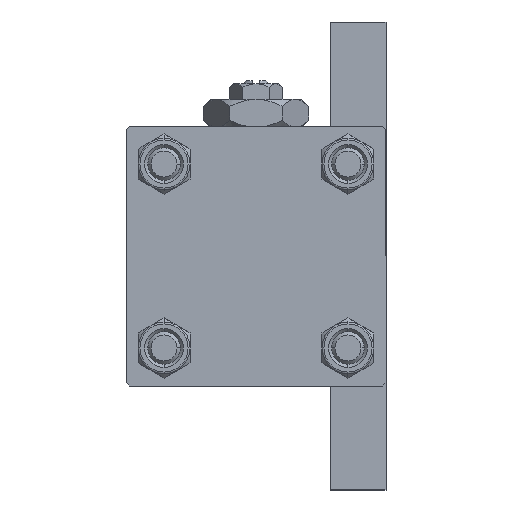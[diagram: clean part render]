
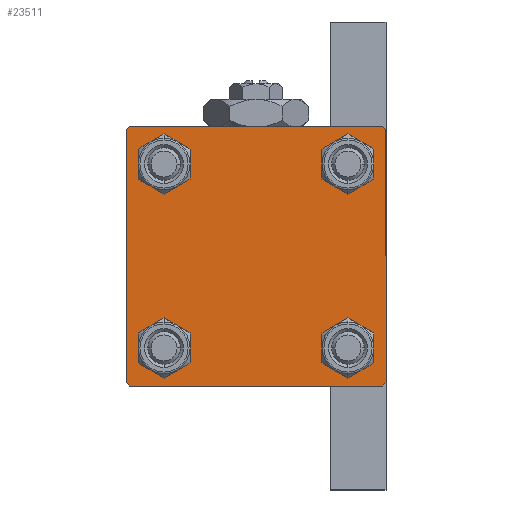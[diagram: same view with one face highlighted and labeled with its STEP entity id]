
A CAD part, left-side view. The second image highlights one B-rep face of the part: STEP entity #23511.
In plain terms, the highlighted planar face has unit normal (-1, 0, 0).
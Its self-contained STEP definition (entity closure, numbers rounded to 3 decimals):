
#444 = DIRECTION ( 'NONE',  ( 1., 0., 0. ) ) ;
#1310 = CARTESIAN_POINT ( 'NONE',  ( 0., -14.15, 11.15 ) ) ;
#1312 = EDGE_CURVE ( 'NONE', #23838, #10247, #3539, .T. ) ;
#1876 = ORIENTED_EDGE ( 'NONE', *, *, #45577, .F. ) ;
#2087 = VECTOR ( 'NONE', #14919, 1000. ) ;
#2446 = CIRCLE ( 'NONE', #47097, 3. ) ;
#2877 = DIRECTION ( 'NONE',  ( 0., -0.707, -0.707 ) ) ;
#3238 = AXIS2_PLACEMENT_3D ( 'NONE', #30052, #34525, #15527 ) ;
#3350 = CARTESIAN_POINT ( 'NONE',  ( 0., 20., -19.5 ) ) ;
#3539 = LINE ( 'NONE', #15043, #15874 ) ;
#3620 = CARTESIAN_POINT ( 'NONE',  ( 0., 19.75, -19.75 ) ) ;
#3980 = VERTEX_POINT ( 'NONE', #23841 ) ;
#4078 = CARTESIAN_POINT ( 'NONE',  ( 0., 14.15, -14.15 ) ) ;
#4949 = DIRECTION ( 'NONE',  ( 1., 0., 0. ) ) ;
#5929 = CARTESIAN_POINT ( 'NONE',  ( 0., -14.15, 17.15 ) ) ;
#5967 = LINE ( 'NONE', #43698, #33597 ) ;
#6259 = ORIENTED_EDGE ( 'NONE', *, *, #48492, .T. ) ;
#6803 = DIRECTION ( 'NONE',  ( 0., 0., -1. ) ) ;
#7741 = VERTEX_POINT ( 'NONE', #45853 ) ;
#8508 = VERTEX_POINT ( 'NONE', #38852 ) ;
#8857 = EDGE_CURVE ( 'NONE', #26560, #3980, #47264, .T. ) ;
#9747 = VERTEX_POINT ( 'NONE', #43167 ) ;
#10247 = VERTEX_POINT ( 'NONE', #3350 ) ;
#10666 = LINE ( 'NONE', #41160, #26870 ) ;
#10978 = CARTESIAN_POINT ( 'NONE',  ( 0., 19.5, -20. ) ) ;
#11413 = CARTESIAN_POINT ( 'NONE',  ( 0., -19.75, -19.75 ) ) ;
#11449 = CARTESIAN_POINT ( 'NONE',  ( 0., -14.15, -14.15 ) ) ;
#11725 = CARTESIAN_POINT ( 'NONE',  ( 0., 19.5, 20. ) ) ;
#11734 = CARTESIAN_POINT ( 'NONE',  ( 0., 14.15, -17.15 ) ) ;
#12238 = VECTOR ( 'NONE', #46772, 1000. ) ;
#12407 = EDGE_CURVE ( 'NONE', #36312, #32499, #24330, .T. ) ;
#12513 = AXIS2_PLACEMENT_3D ( 'NONE', #26158, #43968, #16968 ) ;
#12912 = CARTESIAN_POINT ( 'NONE',  ( 0., -14.15, -17.15 ) ) ;
#13166 = ORIENTED_EDGE ( 'NONE', *, *, #12407, .T. ) ;
#13484 = VERTEX_POINT ( 'NONE', #35189 ) ;
#13871 = ORIENTED_EDGE ( 'NONE', *, *, #34107, .T. ) ;
#14919 = DIRECTION ( 'NONE',  ( 0., -0.707, 0.707 ) ) ;
#14983 = EDGE_LOOP ( 'NONE', ( #43629, #19385, #6259, #13871, #1876, #43741, #41385, #15972 ) ) ;
#15043 = CARTESIAN_POINT ( 'NONE',  ( 0., 20., 20. ) ) ;
#15202 = DIRECTION ( 'NONE',  ( 0., 0., 1. ) ) ;
#15226 = AXIS2_PLACEMENT_3D ( 'NONE', #39314, #43310, #28332 ) ;
#15405 = LINE ( 'NONE', #11413, #2087 ) ;
#15527 = DIRECTION ( 'NONE',  ( 0., 0., 1. ) ) ;
#15793 = AXIS2_PLACEMENT_3D ( 'NONE', #29148, #40133, #35636 ) ;
#15874 = VECTOR ( 'NONE', #6803, 1000. ) ;
#15972 = ORIENTED_EDGE ( 'NONE', *, *, #24728, .T. ) ;
#16206 = LINE ( 'NONE', #31459, #37486 ) ;
#16968 = DIRECTION ( 'NONE',  ( 0., 0., 1. ) ) ;
#17108 = VERTEX_POINT ( 'NONE', #28703 ) ;
#17457 = DIRECTION ( 'NONE',  ( 0., -1., 0. ) ) ;
#18468 = VERTEX_POINT ( 'NONE', #35403 ) ;
#19048 = VECTOR ( 'NONE', #22615, 1000. ) ;
#19385 = ORIENTED_EDGE ( 'NONE', *, *, #24791, .T. ) ;
#19454 = CARTESIAN_POINT ( 'NONE',  ( 0., -14.15, 14.15 ) ) ;
#19660 = AXIS2_PLACEMENT_3D ( 'NONE', #43671, #4949, #43172 ) ;
#19794 = AXIS2_PLACEMENT_3D ( 'NONE', #25732, #41946, #22957 ) ;
#20386 = FACE_BOUND ( 'NONE', #35986, .T. ) ;
#20598 = ORIENTED_EDGE ( 'NONE', *, *, #37459, .T. ) ;
#22615 = DIRECTION ( 'NONE',  ( 0., 0.707, -0.707 ) ) ;
#22957 = DIRECTION ( 'NONE',  ( 0., 0., 1. ) ) ;
#23511 = ADVANCED_FACE ( 'NONE', ( #24898, #48106, #20386, #47614, #28397 ), #39630, .T. ) ;
#23838 = VERTEX_POINT ( 'NONE', #41856 ) ;
#23841 = CARTESIAN_POINT ( 'NONE',  ( 0., -19.5, 20. ) ) ;
#24330 = CIRCLE ( 'NONE', #40277, 3. ) ;
#24476 = CIRCLE ( 'NONE', #12513, 3. ) ;
#24728 = EDGE_CURVE ( 'NONE', #26560, #23838, #25646, .T. ) ;
#24791 = EDGE_CURVE ( 'NONE', #10247, #27377, #26141, .T. ) ;
#24898 = FACE_BOUND ( 'NONE', #47890, .T. ) ;
#25646 = LINE ( 'NONE', #40880, #19048 ) ;
#25732 = CARTESIAN_POINT ( 'NONE',  ( 0., -14.15, 14.15 ) ) ;
#26141 = LINE ( 'NONE', #3620, #40599 ) ;
#26158 = CARTESIAN_POINT ( 'NONE',  ( 0., 14.15, -14.15 ) ) ;
#26313 = EDGE_LOOP ( 'NONE', ( #30931, #48199 ) ) ;
#26560 = VERTEX_POINT ( 'NONE', #11725 ) ;
#26870 = VECTOR ( 'NONE', #49124, 1000. ) ;
#27377 = VERTEX_POINT ( 'NONE', #10978 ) ;
#28332 = DIRECTION ( 'NONE',  ( 0., 0., 1. ) ) ;
#28397 = FACE_OUTER_BOUND ( 'NONE', #14983, .T. ) ;
#28703 = CARTESIAN_POINT ( 'NONE',  ( 0., 14.15, -11.15 ) ) ;
#29148 = CARTESIAN_POINT ( 'NONE',  ( 0., 0., 0. ) ) ;
#29480 = VERTEX_POINT ( 'NONE', #12912 ) ;
#30052 = CARTESIAN_POINT ( 'NONE',  ( 0., 14.15, 14.15 ) ) ;
#30779 = CARTESIAN_POINT ( 'NONE',  ( 0., 14.15, 17.15 ) ) ;
#30931 = ORIENTED_EDGE ( 'NONE', *, *, #47470, .T. ) ;
#31155 = EDGE_CURVE ( 'NONE', #17108, #45527, #24476, .T. ) ;
#31459 = CARTESIAN_POINT ( 'NONE',  ( 0., -20., 20. ) ) ;
#31769 = CIRCLE ( 'NONE', #19794, 3. ) ;
#32283 = CARTESIAN_POINT ( 'NONE',  ( 0., 20., 20. ) ) ;
#32499 = VERTEX_POINT ( 'NONE', #5929 ) ;
#32629 = ORIENTED_EDGE ( 'NONE', *, *, #31155, .T. ) ;
#33597 = VECTOR ( 'NONE', #17457, 1000. ) ;
#33917 = EDGE_CURVE ( 'NONE', #9747, #44507, #49170, .T. ) ;
#34107 = EDGE_CURVE ( 'NONE', #13484, #7741, #15405, .T. ) ;
#34525 = DIRECTION ( 'NONE',  ( 1., 0., 0. ) ) ;
#34893 = ORIENTED_EDGE ( 'NONE', *, *, #38090, .T. ) ;
#35189 = CARTESIAN_POINT ( 'NONE',  ( 0., -19.5, -20. ) ) ;
#35241 = EDGE_CURVE ( 'NONE', #18468, #3980, #10666, .T. ) ;
#35403 = CARTESIAN_POINT ( 'NONE',  ( 0., -20., 19.5 ) ) ;
#35636 = DIRECTION ( 'NONE',  ( 0., 0., 1. ) ) ;
#35695 = AXIS2_PLACEMENT_3D ( 'NONE', #4078, #49290, #37825 ) ;
#35986 = EDGE_LOOP ( 'NONE', ( #32629, #20598 ) ) ;
#36312 = VERTEX_POINT ( 'NONE', #1310 ) ;
#36499 = ORIENTED_EDGE ( 'NONE', *, *, #44517, .T. ) ;
#36768 = CIRCLE ( 'NONE', #15226, 3. ) ;
#37459 = EDGE_CURVE ( 'NONE', #45527, #17108, #44474, .T. ) ;
#37486 = VECTOR ( 'NONE', #46690, 1000. ) ;
#37825 = DIRECTION ( 'NONE',  ( 0., 0., 1. ) ) ;
#38090 = EDGE_CURVE ( 'NONE', #32499, #36312, #31769, .T. ) ;
#38852 = CARTESIAN_POINT ( 'NONE',  ( 0., -14.15, -11.15 ) ) ;
#39314 = CARTESIAN_POINT ( 'NONE',  ( 0., -14.15, -14.15 ) ) ;
#39415 = DIRECTION ( 'NONE',  ( 0., 0., 1. ) ) ;
#39630 = PLANE ( 'NONE',  #15793 ) ;
#40133 = DIRECTION ( 'NONE',  ( -1., 0., 0. ) ) ;
#40277 = AXIS2_PLACEMENT_3D ( 'NONE', #19454, #444, #39415 ) ;
#40599 = VECTOR ( 'NONE', #2877, 1000. ) ;
#40880 = CARTESIAN_POINT ( 'NONE',  ( 0., 19.75, 19.75 ) ) ;
#41160 = CARTESIAN_POINT ( 'NONE',  ( 0., -19.75, 19.75 ) ) ;
#41385 = ORIENTED_EDGE ( 'NONE', *, *, #8857, .F. ) ;
#41856 = CARTESIAN_POINT ( 'NONE',  ( 0., 20., 19.5 ) ) ;
#41946 = DIRECTION ( 'NONE',  ( 1., 0., 0. ) ) ;
#43167 = CARTESIAN_POINT ( 'NONE',  ( 0., 14.15, 11.15 ) ) ;
#43172 = DIRECTION ( 'NONE',  ( 0., 0., 1. ) ) ;
#43310 = DIRECTION ( 'NONE',  ( 1., 0., 0. ) ) ;
#43629 = ORIENTED_EDGE ( 'NONE', *, *, #1312, .T. ) ;
#43671 = CARTESIAN_POINT ( 'NONE',  ( 0., 14.15, 14.15 ) ) ;
#43698 = CARTESIAN_POINT ( 'NONE',  ( 0., 20., -20. ) ) ;
#43741 = ORIENTED_EDGE ( 'NONE', *, *, #35241, .T. ) ;
#43968 = DIRECTION ( 'NONE',  ( 1., 0., 0. ) ) ;
#44474 = CIRCLE ( 'NONE', #35695, 3. ) ;
#44507 = VERTEX_POINT ( 'NONE', #30779 ) ;
#44508 = DIRECTION ( 'NONE',  ( 1., 0., 0. ) ) ;
#44517 = EDGE_CURVE ( 'NONE', #44507, #9747, #46319, .T. ) ;
#44891 = EDGE_CURVE ( 'NONE', #29480, #8508, #36768, .T. ) ;
#45527 = VERTEX_POINT ( 'NONE', #11734 ) ;
#45577 = EDGE_CURVE ( 'NONE', #18468, #7741, #16206, .T. ) ;
#45853 = CARTESIAN_POINT ( 'NONE',  ( 0., -20., -19.5 ) ) ;
#46102 = ORIENTED_EDGE ( 'NONE', *, *, #33917, .T. ) ;
#46319 = CIRCLE ( 'NONE', #3238, 3. ) ;
#46690 = DIRECTION ( 'NONE',  ( 0., 0., -1. ) ) ;
#46772 = DIRECTION ( 'NONE',  ( 0., -1., 0. ) ) ;
#47097 = AXIS2_PLACEMENT_3D ( 'NONE', #11449, #44508, #15202 ) ;
#47264 = LINE ( 'NONE', #32283, #12238 ) ;
#47470 = EDGE_CURVE ( 'NONE', #8508, #29480, #2446, .T. ) ;
#47614 = FACE_BOUND ( 'NONE', #47960, .T. ) ;
#47890 = EDGE_LOOP ( 'NONE', ( #34893, #13166 ) ) ;
#47960 = EDGE_LOOP ( 'NONE', ( #36499, #46102 ) ) ;
#48106 = FACE_BOUND ( 'NONE', #26313, .T. ) ;
#48199 = ORIENTED_EDGE ( 'NONE', *, *, #44891, .T. ) ;
#48492 = EDGE_CURVE ( 'NONE', #27377, #13484, #5967, .T. ) ;
#49124 = DIRECTION ( 'NONE',  ( 0., 0.707, 0.707 ) ) ;
#49170 = CIRCLE ( 'NONE', #19660, 3. ) ;
#49290 = DIRECTION ( 'NONE',  ( 1., 0., 0. ) ) ;
